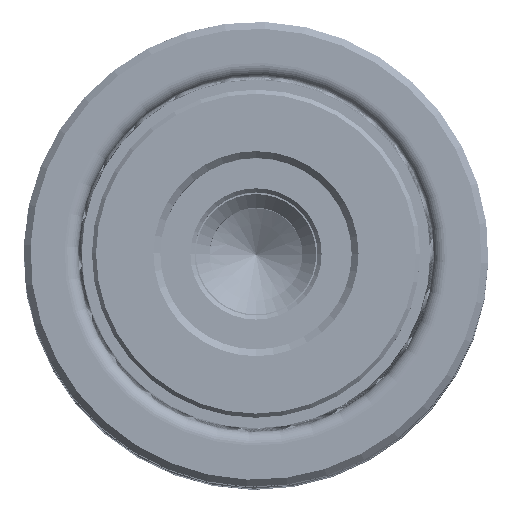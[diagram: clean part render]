
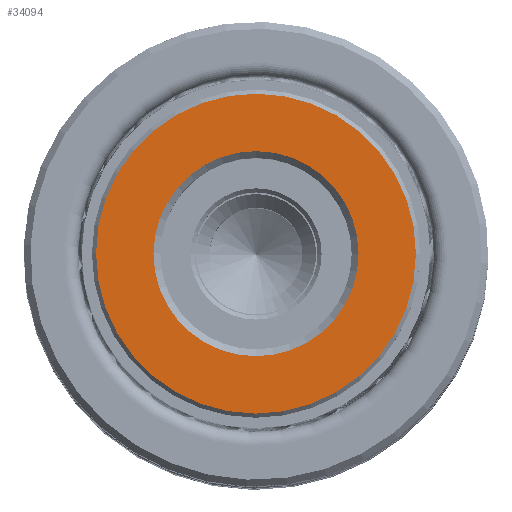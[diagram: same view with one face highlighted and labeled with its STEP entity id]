
A CAD part, top view. The second image highlights one B-rep face of the part: STEP entity #34094.
In plain terms, the highlighted face is planar.
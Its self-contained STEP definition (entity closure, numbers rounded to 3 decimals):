
#735 = VERTEX_POINT ( 'NONE', #19570 ) ;
#1944 = EDGE_CURVE ( 'NONE', #21841, #37637, #39433, .T. ) ;
#2242 = CARTESIAN_POINT ( 'NONE',  ( 0., 0., 0. ) ) ;
#2452 = DIRECTION ( 'NONE',  ( 0., 0., -1. ) ) ;
#5535 = DIRECTION ( 'NONE',  ( 1., 0., 0. ) ) ;
#5733 = CIRCLE ( 'NONE', #41782, 11.7 ) ;
#6528 = EDGE_LOOP ( 'NONE', ( #21531, #33320 ) ) ;
#6653 = AXIS2_PLACEMENT_3D ( 'NONE', #21786, #15176, #32433 ) ;
#7095 = EDGE_CURVE ( 'NONE', #37637, #21841, #11438, .T. ) ;
#8940 = ORIENTED_EDGE ( 'NONE', *, *, #27989, .T. ) ;
#9922 = DIRECTION ( 'NONE',  ( 0., 0., -1. ) ) ;
#10522 = CARTESIAN_POINT ( 'NONE',  ( -7.5, 0., 0. ) ) ;
#11438 = CIRCLE ( 'NONE', #36239, 7.5 ) ;
#12855 = VERTEX_POINT ( 'NONE', #39594 ) ;
#15176 = DIRECTION ( 'NONE',  ( 0., 0., 1. ) ) ;
#18746 = DIRECTION ( 'NONE',  ( 0., 0., 1. ) ) ;
#18887 = CIRCLE ( 'NONE', #41471, 11.7 ) ;
#19497 = ORIENTED_EDGE ( 'NONE', *, *, #24826, .T. ) ;
#19570 = CARTESIAN_POINT ( 'NONE',  ( -11.7, 0., 0. ) ) ;
#21531 = ORIENTED_EDGE ( 'NONE', *, *, #1944, .T. ) ;
#21786 = CARTESIAN_POINT ( 'NONE',  ( 0., 0., 0. ) ) ;
#21809 = CARTESIAN_POINT ( 'NONE',  ( 0., 0., 0. ) ) ;
#21841 = VERTEX_POINT ( 'NONE', #10522 ) ;
#24826 = EDGE_CURVE ( 'NONE', #735, #12855, #18887, .T. ) ;
#24886 = DIRECTION ( 'NONE',  ( 0., 0., 1. ) ) ;
#25091 = DIRECTION ( 'NONE',  ( 1., 0., 0. ) ) ;
#27989 = EDGE_CURVE ( 'NONE', #12855, #735, #5733, .T. ) ;
#28042 = FACE_OUTER_BOUND ( 'NONE', #30468, .T. ) ;
#29275 = CARTESIAN_POINT ( 'NONE',  ( 0., 0., 0. ) ) ;
#29392 = AXIS2_PLACEMENT_3D ( 'NONE', #2242, #24886, #5535 ) ;
#30468 = EDGE_LOOP ( 'NONE', ( #8940, #19497 ) ) ;
#31206 = PLANE ( 'NONE',  #29392 ) ;
#32433 = DIRECTION ( 'NONE',  ( 1., 0., 0. ) ) ;
#32581 = DIRECTION ( 'NONE',  ( 1., 0., 0. ) ) ;
#33320 = ORIENTED_EDGE ( 'NONE', *, *, #7095, .T. ) ;
#34094 = ADVANCED_FACE ( 'NONE', ( #28042, #36728 ), #31206, .F. ) ;
#36239 = AXIS2_PLACEMENT_3D ( 'NONE', #38273, #18746, #41544 ) ;
#36728 = FACE_BOUND ( 'NONE', #6528, .T. ) ;
#37637 = VERTEX_POINT ( 'NONE', #37941 ) ;
#37941 = CARTESIAN_POINT ( 'NONE',  ( 7.5, 0., 0. ) ) ;
#38273 = CARTESIAN_POINT ( 'NONE',  ( 0., 0., 0. ) ) ;
#39433 = CIRCLE ( 'NONE', #6653, 7.5 ) ;
#39594 = CARTESIAN_POINT ( 'NONE',  ( 11.7, 0., 0. ) ) ;
#41471 = AXIS2_PLACEMENT_3D ( 'NONE', #21809, #2452, #25091 ) ;
#41544 = DIRECTION ( 'NONE',  ( 1., 0., 0. ) ) ;
#41782 = AXIS2_PLACEMENT_3D ( 'NONE', #29275, #9922, #32581 ) ;
